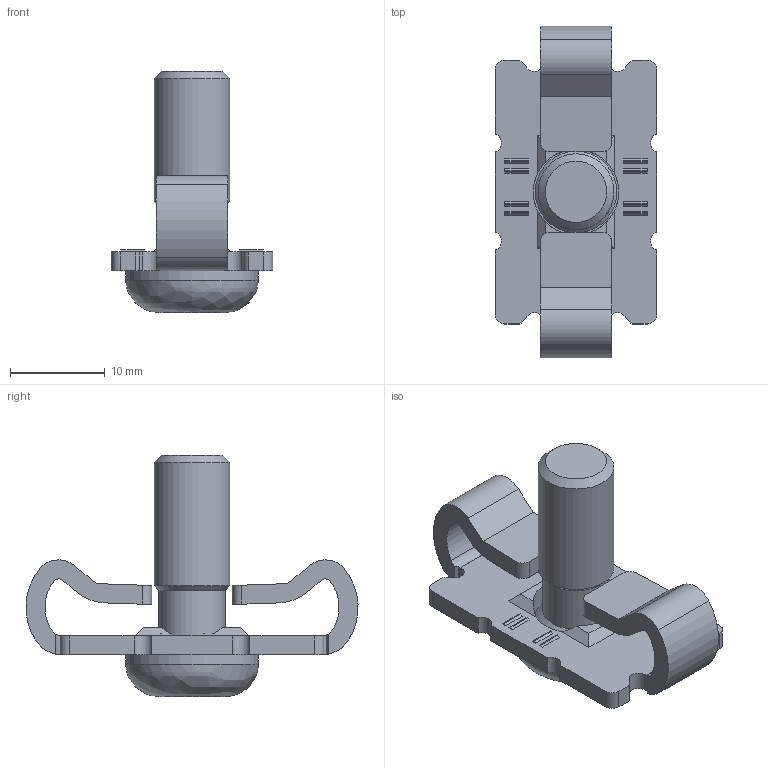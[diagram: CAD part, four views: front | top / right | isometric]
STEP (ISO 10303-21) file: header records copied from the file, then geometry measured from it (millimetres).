
FILE_DESCRIPTION(/* description */ ('STEP AP214'),/* implementation_level */ '2;1');
FILE_NAME(/* name */ '1025171.stp',/* time_stamp */ '2024-04-30T16:23:37+02:00',/* author */ ('b.steehouwer'),/* organization */ ('CADENAS'),/* preprocessor_version */ 'ST-DEVELOPER v18.1',/* originating_system */ 'Autodesk Inventor 2021',/* authorisation */ ' ');
FILE_SCHEMA (('AUTOMOTIVE_DESIGN { 1 0 10303 214 3 1 1 }'));
Length unit declared in the file: millimetre
Products named in the file (3): 1025171; 099F0840S07_screw; 099F0840S07_body
Assembly tree (2 placements, depth 2):
  1025171
    099F0840S07_screw
    099F0840S07_body
Bounding box: 17 x 34.98 x 25.4 mm (x, y, z)
Volume: 2933.9 mm3; surface area: 2854.6 mm2
Topology: 2 solids, 2 shells, 141 faces, 378 edges, 251 vertices
Faces by surface type: plane 98, cylinder 39, cone 3, bspline 1
Full cylindrical faces by diameter (mm): 7 x1, 8 x1, 8.6 x1, 9 x1, 13.997 x1
Entity records: 4565 total; most frequent: CARTESIAN_POINT 801, DIRECTION 776, ORIENTED_EDGE 756, EDGE_CURVE 378, LINE 270, VECTOR 270, AXIS2_PLACEMENT_3D 253, VERTEX_POINT 251
